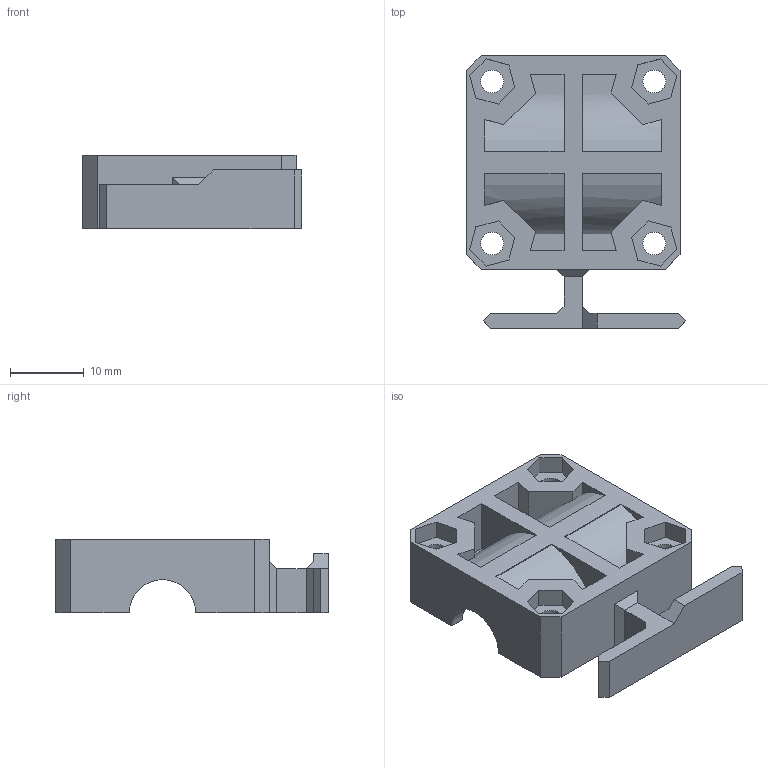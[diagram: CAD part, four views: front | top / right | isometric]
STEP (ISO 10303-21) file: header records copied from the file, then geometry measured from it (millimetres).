
FILE_DESCRIPTION((''),'2;1');
FILE_NAME('ROD CLAMP 2 DRYLIN.stp','2014-06-10T14:37:11',('jge'),(''),'Autodesk Inventor 2012','Autodesk Inventor 2012','');
FILE_SCHEMA(('AUTOMOTIVE_DESIGN { 1 0 10303 214 1 1 1 1 }'));
Length unit declared in the file: millimetre
Products named in the file (1): ROD CLAMP 2 DRYLIN
Bounding box: 29.75 x 37 x 10 mm (x, y, z)
Volume: 4873.8 mm3; surface area: 4712.3 mm2
Topology: 1 solids, 1 shells, 109 faces, 294 edges, 195 vertices
Faces by surface type: plane 94, cylinder 15
Full cylindrical faces by diameter (mm): 3.1 x4
Entity records: 3416 total; most frequent: CARTESIAN_POINT 615, ORIENTED_EDGE 580, DIRECTION 544, EDGE_CURVE 290, VECTOR 248, LINE 248, VERTEX_POINT 195, AXIS2_PLACEMENT_3D 148
